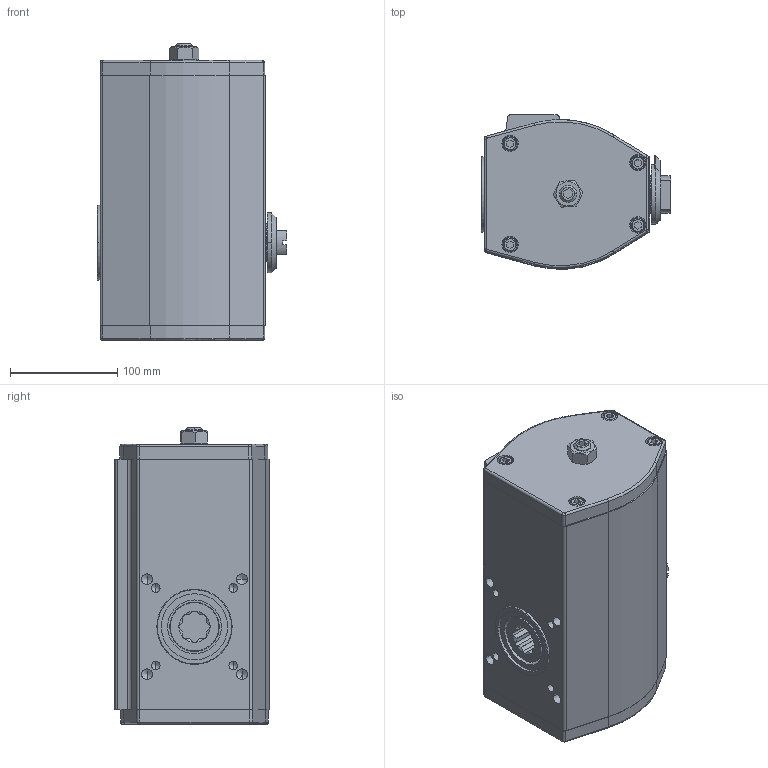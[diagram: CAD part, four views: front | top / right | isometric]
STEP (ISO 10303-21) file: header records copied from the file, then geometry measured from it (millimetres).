
FILE_DESCRIPTION (( 'STEP AP203' ), '1' );
FILE_NAME ('009139.STEP', '2018-02-14T09:27:18', ( '' ), ( '' ), 'SwSTEP 2.0', 'SolidWorks 2018', '' );
FILE_SCHEMA (( 'CONFIG_CONTROL_DESIGN' ));
Length unit declared in the file: millimetre
Products named in the file (1): 009139
Bounding box: 176.59 x 143.33 x 275.9 mm (x, y, z)
Volume: 4863376.3 mm3; surface area: 207582.7 mm2
Topology: 1 solids, 9 shells, 550 faces, 1426 edges, 911 vertices
Faces by surface type: plane 264, cylinder 174, cone 77, bspline 35
Entity records: 17711 total; most frequent: CARTESIAN_POINT 4272, DIRECTION 2788, ORIENTED_EDGE 2776, EDGE_CURVE 1388, AXIS2_PLACEMENT_3D 997, VERTEX_POINT 911, LINE 794, VECTOR 794
